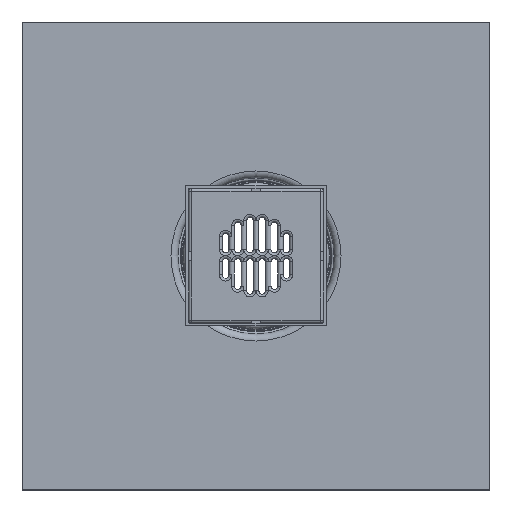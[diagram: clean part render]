
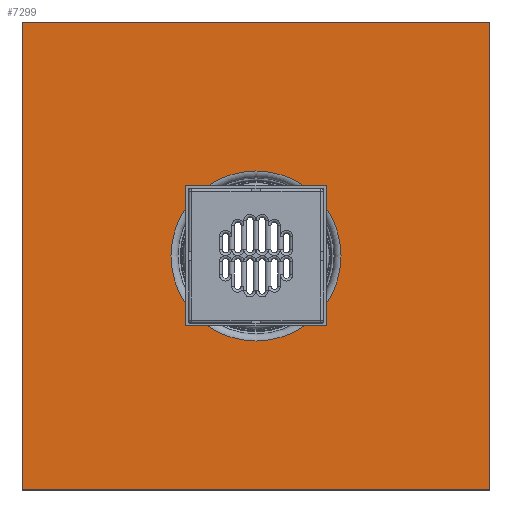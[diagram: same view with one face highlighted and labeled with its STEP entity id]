
A CAD part, top view. The second image highlights one B-rep face of the part: STEP entity #7299.
In plain terms, the highlighted planar face has unit normal (0, 0, 1).
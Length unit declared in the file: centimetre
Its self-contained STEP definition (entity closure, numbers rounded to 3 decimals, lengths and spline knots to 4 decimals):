
#466=FACE_BOUND('',#1759,.T.);
#538=CIRCLE('',#8966,90.8789);
#1207=FACE_OUTER_BOUND('',#1758,.T.);
#1758=EDGE_LOOP('',(#4491,#4492,#4493,#4494));
#1759=EDGE_LOOP('',(#4495));
#2375=VERTEX_POINT('',#13209);
#2376=VERTEX_POINT('',#13211);
#2378=VERTEX_POINT('',#13217);
#2381=VERTEX_POINT('',#13222);
#2383=VERTEX_POINT('',#13235);
#3169=EDGE_CURVE('',#2375,#2376,#7873,.T.);
#3175=EDGE_CURVE('',#2381,#2378,#7879,.T.);
#3176=EDGE_CURVE('',#2376,#2381,#7880,.T.);
#3179=EDGE_CURVE('',#2375,#2378,#7883,.T.);
#3181=EDGE_CURVE('',#2383,#2383,#538,.T.);
#4491=ORIENTED_EDGE('',*,*,#3179,.T.);
#4492=ORIENTED_EDGE('',*,*,#3175,.F.);
#4493=ORIENTED_EDGE('',*,*,#3176,.F.);
#4494=ORIENTED_EDGE('',*,*,#3169,.F.);
#4495=ORIENTED_EDGE('',*,*,#3181,.T.);
#7079=PLANE('',#8965);
#7299=ADVANCED_FACE('',(#1207,#466),#7079,.F.);
#7873=LINE('',#13212,#8416);
#7879=LINE('',#13224,#8422);
#7880=LINE('',#13226,#8423);
#7883=LINE('',#13230,#8426);
#8416=VECTOR('',#10199,1.);
#8422=VECTOR('',#10207,1.);
#8423=VECTOR('',#10210,1.);
#8426=VECTOR('',#10215,1.);
#8965=AXIS2_PLACEMENT_3D('',#13234,#10220,#10221);
#8966=AXIS2_PLACEMENT_3D('',#13236,#10222,#10223);
#10199=DIRECTION('',(1.,0.,0.));
#10207=DIRECTION('',(-1.,0.,0.));
#10210=DIRECTION('',(0.,-1.,0.));
#10215=DIRECTION('',(0.,-1.,0.));
#10220=DIRECTION('center_axis',(0.,0.,-1.));
#10221=DIRECTION('ref_axis',(0.,-1.,0.));
#10222=DIRECTION('center_axis',(0.,0.,-1.));
#10223=DIRECTION('ref_axis',(1.,0.,0.));
#13209=CARTESIAN_POINT('',(-250.,250.,252.0038));
#13211=CARTESIAN_POINT('',(250.,250.,252.0038));
#13212=CARTESIAN_POINT('',(0.,250.,252.0038));
#13217=CARTESIAN_POINT('',(-250.,-250.,252.0038));
#13222=CARTESIAN_POINT('',(250.,-250.,252.0038));
#13224=CARTESIAN_POINT('',(0.,-250.,252.0038));
#13226=CARTESIAN_POINT('',(250.,0.,252.0038));
#13230=CARTESIAN_POINT('',(-250.,0.,252.0038));
#13234=CARTESIAN_POINT('Origin',(0.,0.,
252.0038));
#13235=CARTESIAN_POINT('',(0.,-90.8789,252.0038));
#13236=CARTESIAN_POINT('Origin',(0.,0.,
252.0038));
